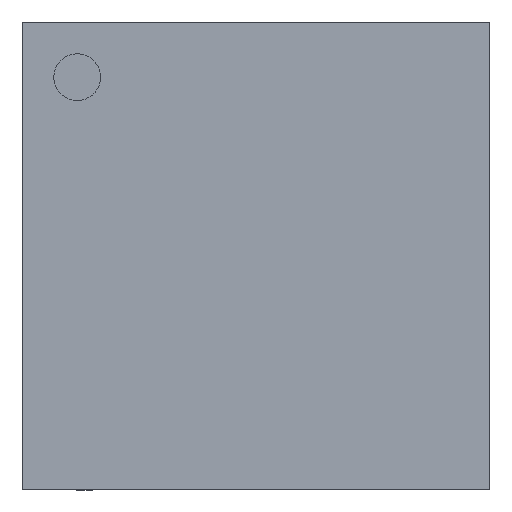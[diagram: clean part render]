
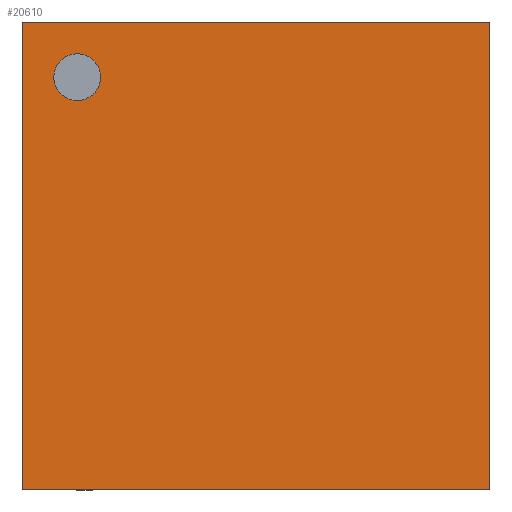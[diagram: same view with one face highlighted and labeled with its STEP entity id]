
A CAD part, top view. The second image highlights one B-rep face of the part: STEP entity #20610.
In plain terms, the highlighted planar face has unit normal (0, 0, 1).
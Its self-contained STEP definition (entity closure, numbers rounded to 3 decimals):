
#103 = CARTESIAN_POINT ( 'NONE',  ( 3., -3., 0.9 ) ) ;
#375 = CARTESIAN_POINT ( 'NONE',  ( -3., 3., 0.9 ) ) ;
#780 = DIRECTION ( 'NONE',  ( -1., 0., 0. ) ) ;
#1101 = VERTEX_POINT ( 'NONE', #17399 ) ;
#1298 = CARTESIAN_POINT ( 'NONE',  ( 3., 3., 0.9 ) ) ;
#2264 = CARTESIAN_POINT ( 'NONE',  ( -3., 3., 0.9 ) ) ;
#3169 = LINE ( 'NONE', #103, #13732 ) ;
#3614 = EDGE_CURVE ( 'NONE', #6898, #4620, #17313, .T. ) ;
#3835 = CARTESIAN_POINT ( 'NONE',  ( -2.593, 2.293, 0.9 ) ) ;
#4620 = VERTEX_POINT ( 'NONE', #7130 ) ;
#6432 = EDGE_CURVE ( 'NONE', #9754, #9027, #11883, .T. ) ;
#6720 = DIRECTION ( 'NONE',  ( 0., 0., -1. ) ) ;
#6898 = VERTEX_POINT ( 'NONE', #375 ) ;
#7130 = CARTESIAN_POINT ( 'NONE',  ( -3., -3., 0.9 ) ) ;
#8110 = EDGE_LOOP ( 'NONE', ( #17370, #14052 ) ) ;
#8612 = DIRECTION ( 'NONE',  ( -1., 0., 0. ) ) ;
#8680 = AXIS2_PLACEMENT_3D ( 'NONE', #14711, #17839, #9914 ) ;
#9027 = VERTEX_POINT ( 'NONE', #10471 ) ;
#9375 = CARTESIAN_POINT ( 'NONE',  ( -3., -3., 0.9 ) ) ;
#9646 = CARTESIAN_POINT ( 'NONE',  ( -2.293, 2.293, 0.9 ) ) ;
#9725 = DIRECTION ( 'NONE',  ( 1., 0., 0. ) ) ;
#9754 = VERTEX_POINT ( 'NONE', #3835 ) ;
#9814 = AXIS2_PLACEMENT_3D ( 'NONE', #16660, #6720, #780 ) ;
#9914 = DIRECTION ( 'NONE',  ( 1., 0., 0. ) ) ;
#10262 = VECTOR ( 'NONE', #8612, 1000. ) ;
#10289 = PLANE ( 'NONE',  #9814 ) ;
#10471 = CARTESIAN_POINT ( 'NONE',  ( -1.993, 2.293, 0.9 ) ) ;
#10774 = EDGE_CURVE ( 'NONE', #1101, #6898, #16557, .T. ) ;
#10781 = LINE ( 'NONE', #1298, #11209 ) ;
#10840 = CARTESIAN_POINT ( 'NONE',  ( 3., -3., 0.9 ) ) ;
#10884 = DIRECTION ( 'NONE',  ( 0., 1., 0. ) ) ;
#11209 = VECTOR ( 'NONE', #10884, 1000. ) ;
#11213 = AXIS2_PLACEMENT_3D ( 'NONE', #9646, #13174, #19248 ) ;
#11297 = EDGE_CURVE ( 'NONE', #4620, #13781, #3169, .T. ) ;
#11883 = CIRCLE ( 'NONE', #11213, 0.3 ) ;
#12496 = ORIENTED_EDGE ( 'NONE', *, *, #18739, .T. ) ;
#13174 = DIRECTION ( 'NONE',  ( 0., 0., 1. ) ) ;
#13448 = ORIENTED_EDGE ( 'NONE', *, *, #3614, .T. ) ;
#13732 = VECTOR ( 'NONE', #9725, 1000. ) ;
#13781 = VERTEX_POINT ( 'NONE', #10840 ) ;
#14052 = ORIENTED_EDGE ( 'NONE', *, *, #6432, .F. ) ;
#14553 = ORIENTED_EDGE ( 'NONE', *, *, #11297, .T. ) ;
#14667 = FACE_OUTER_BOUND ( 'NONE', #18548, .T. ) ;
#14711 = CARTESIAN_POINT ( 'NONE',  ( -2.293, 2.293, 0.9 ) ) ;
#14816 = VECTOR ( 'NONE', #15752, 1000. ) ;
#15752 = DIRECTION ( 'NONE',  ( 0., -1., 0. ) ) ;
#16557 = LINE ( 'NONE', #2264, #10262 ) ;
#16660 = CARTESIAN_POINT ( 'NONE',  ( 0., 0., 0.9 ) ) ;
#17313 = LINE ( 'NONE', #9375, #14816 ) ;
#17350 = CIRCLE ( 'NONE', #8680, 0.3 ) ;
#17370 = ORIENTED_EDGE ( 'NONE', *, *, #17379, .F. ) ;
#17379 = EDGE_CURVE ( 'NONE', #9027, #9754, #17350, .T. ) ;
#17399 = CARTESIAN_POINT ( 'NONE',  ( 3., 3., 0.9 ) ) ;
#17753 = ORIENTED_EDGE ( 'NONE', *, *, #10774, .T. ) ;
#17839 = DIRECTION ( 'NONE',  ( 0., 0., 1. ) ) ;
#18224 = FACE_BOUND ( 'NONE', #8110, .T. ) ;
#18548 = EDGE_LOOP ( 'NONE', ( #13448, #14553, #12496, #17753 ) ) ;
#18739 = EDGE_CURVE ( 'NONE', #13781, #1101, #10781, .T. ) ;
#19248 = DIRECTION ( 'NONE',  ( 1., 0., 0. ) ) ;
#20610 = ADVANCED_FACE ( 'NONE', ( #18224, #14667 ), #10289, .F. ) ;
